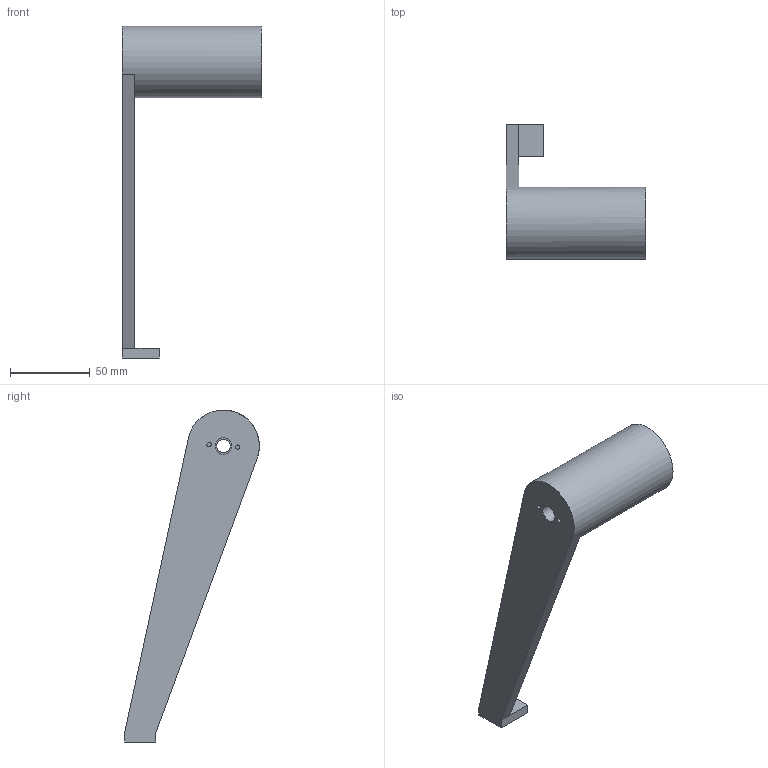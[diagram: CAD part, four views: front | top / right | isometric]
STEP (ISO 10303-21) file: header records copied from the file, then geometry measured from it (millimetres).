
FILE_DESCRIPTION(/* description */ (''),/* implementation_level */ '2;1');
FILE_NAME(/* name */ 'Soporte filamento 2.stp',/* time_stamp */ '2024-03-01T00:25:00+01:00',/* author */ ('Javier'),/* organization */ (''),/* preprocessor_version */ 'ST-DEVELOPER v19',/* originating_system */ 'Autodesk Inventor 2023',/* authorisation */ '');
FILE_SCHEMA (('AUTOMOTIVE_DESIGN { 1 0 10303 214 3 1 1 }'));
Length unit declared in the file: millimetre
Products named in the file (1): Soporte filamento 2
Bounding box: 87.5 x 84.38 x 207.93 mm (x, y, z)
Volume: 178019.6 mm3; surface area: 32014.5 mm2
Topology: 1 solids, 1 shells, 18 faces, 37 edges, 24 vertices
Faces by surface type: plane 13, cylinder 5
Full cylindrical faces by diameter (mm): 2.7 x2, 8.5 x1, 10.5 x1, 45 x1
Entity records: 524 total; most frequent: DIRECTION 87, CARTESIAN_POINT 80, ORIENTED_EDGE 74, EDGE_CURVE 37, AXIS2_PLACEMENT_3D 31, LINE 25, VECTOR 25, VERTEX_POINT 24
